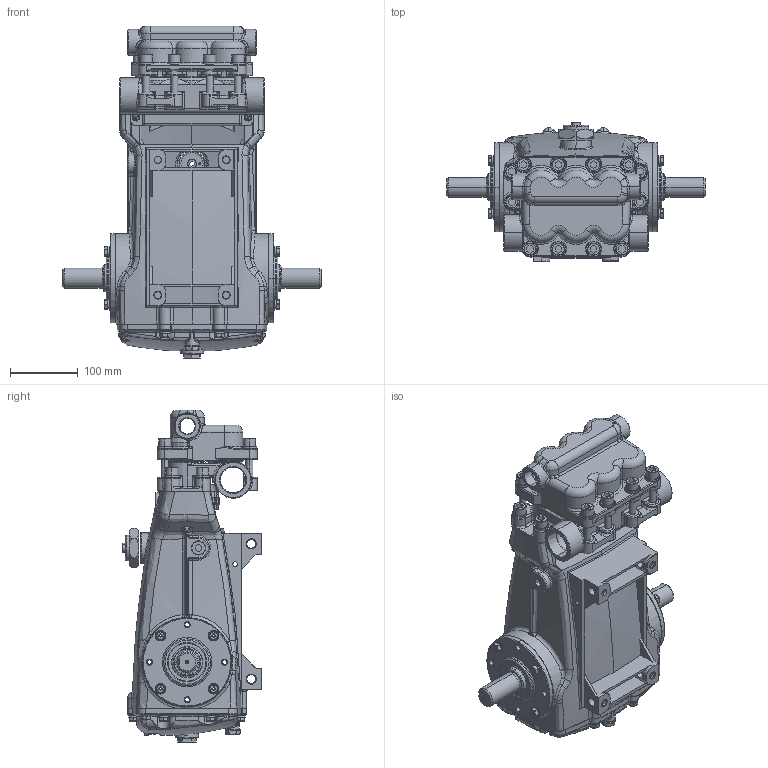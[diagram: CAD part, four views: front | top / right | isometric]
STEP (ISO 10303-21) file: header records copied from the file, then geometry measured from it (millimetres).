
FILE_DESCRIPTION (( 'STEP AP203' ), '1' );
FILE_NAME ('2530.44101.STEP', '2022-02-07T14:26:58', ( '' ), ( '' ), 'SwSTEP 2.0', 'SolidWorks 2021', '' );
FILE_SCHEMA (( 'CONFIG_CONTROL_DESIGN' ));
Length unit declared in the file: inch
Products named in the file (1): 2530.44101
Bounding box: 382 x 205.39 x 491.08 mm (x, y, z)
Surface area: 612036.8 mm2 (no closed solid volume)
Topology: 0 solids, 73 shells, 2450 faces, 7459 edges, 4879 vertices
Faces by surface type: cylinder 906, plane 705, bspline 406, torus 260, cone 137, sphere 36
Entity records: 110364 total; most frequent: CARTESIAN_POINT 47664, DIRECTION 12832, ORIENTED_EDGE 12580, EDGE_CURVE 7373, AXIS2_PLACEMENT_3D 4994, VERTEX_POINT 4871, CIRCLE 2949, LINE 2844
